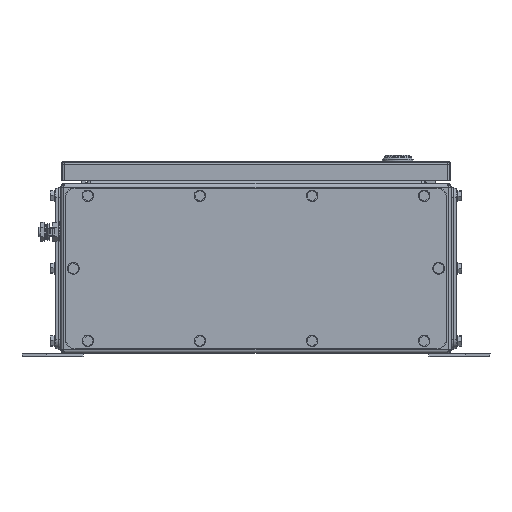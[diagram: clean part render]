
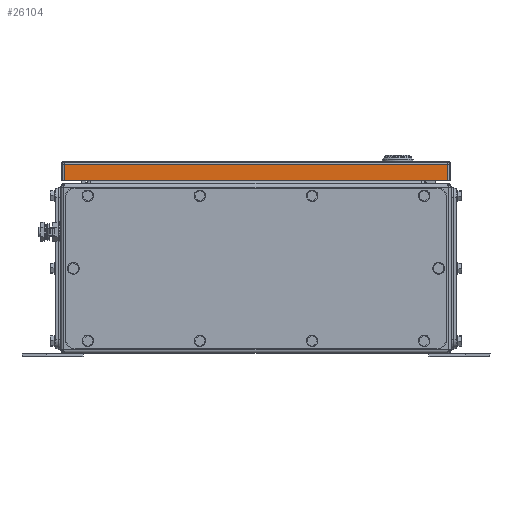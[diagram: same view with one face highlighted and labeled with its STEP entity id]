
A CAD part, front view. The second image highlights one B-rep face of the part: STEP entity #26104.
In plain terms, the highlighted planar face has unit normal (0, -1, 0).
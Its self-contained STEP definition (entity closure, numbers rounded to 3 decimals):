
#26084=AXIS2_PLACEMENT_3D('Plane Axis2P3D',#26081,#26082,#26083) ;
#25838=CARTESIAN_POINT('Vertex',(443.,11.5,183.5)) ;
#25841=CARTESIAN_POINT('Line Origine',(243.5,11.5,183.5)) ;
#25845=CARTESIAN_POINT('Vertex',(44.,11.5,183.5)) ;
#26066=CARTESIAN_POINT('Vertex',(443.,11.5,200.5)) ;
#26069=CARTESIAN_POINT('Line Origine',(443.,11.5,183.5)) ;
#26081=CARTESIAN_POINT('Axis2P3D Location',(41.,11.5,183.5)) ;
#26086=CARTESIAN_POINT('Line Origine',(243.5,11.5,200.5)) ;
#26090=CARTESIAN_POINT('Vertex',(44.,11.5,200.5)) ;
#26093=CARTESIAN_POINT('Line Origine',(44.,11.5,192.)) ;
#25842=DIRECTION('Vector Direction',(1.,0.,0.)) ;
#26070=DIRECTION('Vector Direction',(0.,0.,1.)) ;
#26082=DIRECTION('Axis2P3D Direction',(0.,-1.,0.)) ;
#26083=DIRECTION('Axis2P3D XDirection',(1.,0.,0.)) ;
#26087=DIRECTION('Vector Direction',(-1.,0.,0.)) ;
#26094=DIRECTION('Vector Direction',(0.,0.,-1.)) ;
#25843=VECTOR('Line Direction',#25842,1.) ;
#26071=VECTOR('Line Direction',#26070,1.) ;
#26088=VECTOR('Line Direction',#26087,1.) ;
#26095=VECTOR('Line Direction',#26094,1.) ;
#26099=ORIENTED_EDGE('',*,*,#26073,.T.) ;
#26100=ORIENTED_EDGE('',*,*,#26092,.T.) ;
#26101=ORIENTED_EDGE('',*,*,#26097,.T.) ;
#26102=ORIENTED_EDGE('',*,*,#25847,.T.) ;
#26104=ADVANCED_FACE('51374_ASM_DE_KTB_QL_XXXxXXX_S3D-1/DE_QL_S3D-1-solid1',(#26103),#26085,.T.) ;
#25847=EDGE_CURVE('',#25846,#25839,#25844,.T.) ;
#26073=EDGE_CURVE('',#25839,#26067,#26072,.T.) ;
#26092=EDGE_CURVE('',#26067,#26091,#26089,.T.) ;
#26097=EDGE_CURVE('',#26091,#25846,#26096,.T.) ;
#26098=EDGE_LOOP('',(#26099,#26100,#26101,#26102)) ;
#26103=FACE_OUTER_BOUND('',#26098,.T.) ;
#25844=LINE('Line',#25841,#25843) ;
#26072=LINE('Line',#26069,#26071) ;
#26089=LINE('Line',#26086,#26088) ;
#26096=LINE('Line',#26093,#26095) ;
#26085=PLANE('',#26084) ;
#25839=VERTEX_POINT('',#25838) ;
#25846=VERTEX_POINT('',#25845) ;
#26067=VERTEX_POINT('',#26066) ;
#26091=VERTEX_POINT('',#26090) ;
